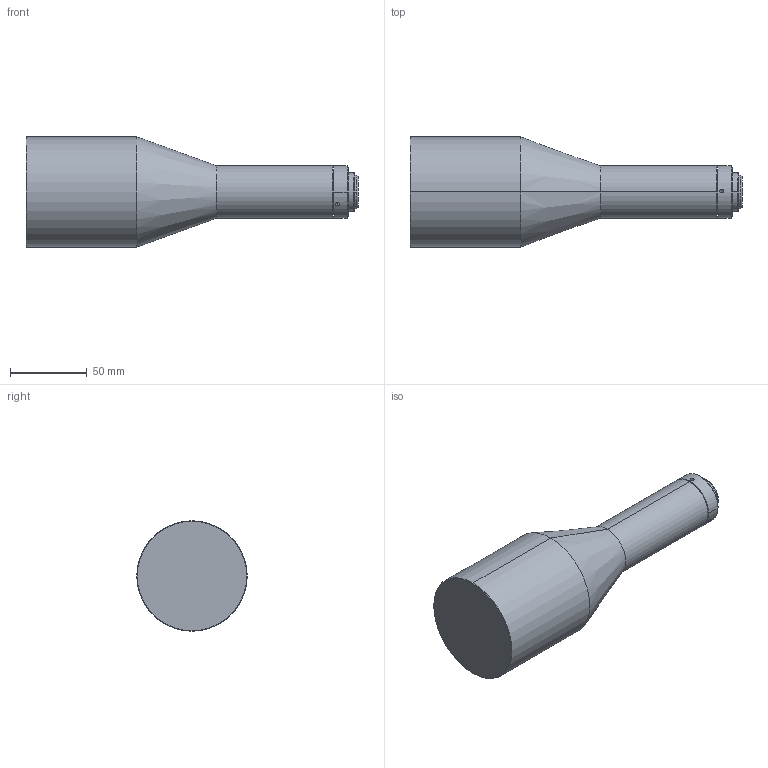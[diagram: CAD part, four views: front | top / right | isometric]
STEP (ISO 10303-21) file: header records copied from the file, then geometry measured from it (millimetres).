
FILE_DESCRIPTION (( 'STEP AP203' ), '1' );
FILE_NAME ('WWK032-220-110.STEP', '2019-12-03T06:05:33', ( 'Windows 蚚誧' ), ( '' ), 'SwSTEP 2.0', 'SolidWorks 2017', '' );
FILE_SCHEMA (( 'CONFIG_CONTROL_DESIGN' ));
Length unit declared in the file: millimetre
Products named in the file (1): WWK032-220-110
Bounding box: 216.3 x 72 x 72 mm (x, y, z)
Volume: 493642.6 mm3; surface area: 40870.7 mm2
Topology: 1 solids, 1 shells, 40 faces, 88 edges, 51 vertices
Faces by surface type: cylinder 18, cone 16, plane 6
Entity records: 1231 total; most frequent: CARTESIAN_POINT 280, DIRECTION 200, ORIENTED_EDGE 164, AXIS2_PLACEMENT_3D 83, EDGE_CURVE 82, VERTEX_POINT 51, EDGE_LOOP 47, CIRCLE 42
